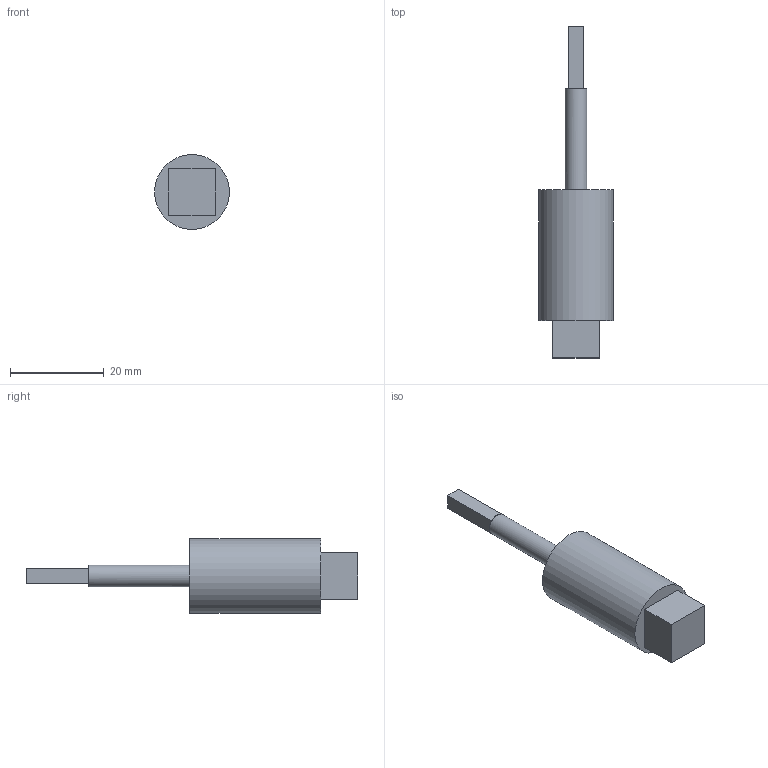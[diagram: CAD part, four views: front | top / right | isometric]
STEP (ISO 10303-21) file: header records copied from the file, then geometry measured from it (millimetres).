
FILE_DESCRIPTION(/* description */ (''),/* implementation_level */ '2;1');
FILE_NAME(/* name */ 'PULLEY DRIVE V1.step',/* time_stamp */ '2024-08-09T22:42:59-04:00',/* author */ (''),/* organization */ (''),/* preprocessor_version */ 'ST-DEVELOPER v20',/* originating_system */ 'Autodesk Translation Framework v13.14.0.145',/* authorisation */ '');
FILE_SCHEMA (('AUTOMOTIVE_DESIGN { 1 0 10303 214 3 1 1 }'));
Length unit declared in the file: millimetre
Products named in the file (2): SHOULDER V2; ELBOW
Assembly tree (1 placements, depth 2):
  SHOULDER V2
    ELBOW
Bounding box: 16 x 70.92 x 16 mm (x, y, z)
Volume: 6937 mm3; surface area: 2622.7 mm2
Topology: 1 solids, 1 shells, 15 faces, 30 edges, 20 vertices
Faces by surface type: plane 13, cylinder 2
Full cylindrical faces by diameter (mm): 4.7 x1, 16 x1
Entity records: 451 total; most frequent: DIRECTION 70, CARTESIAN_POINT 68, ORIENTED_EDGE 60, EDGE_CURVE 30, LINE 26, VECTOR 26, AXIS2_PLACEMENT_3D 22, VERTEX_POINT 20
